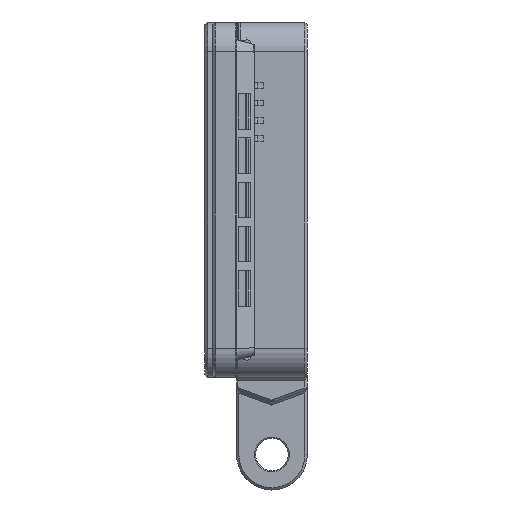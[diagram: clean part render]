
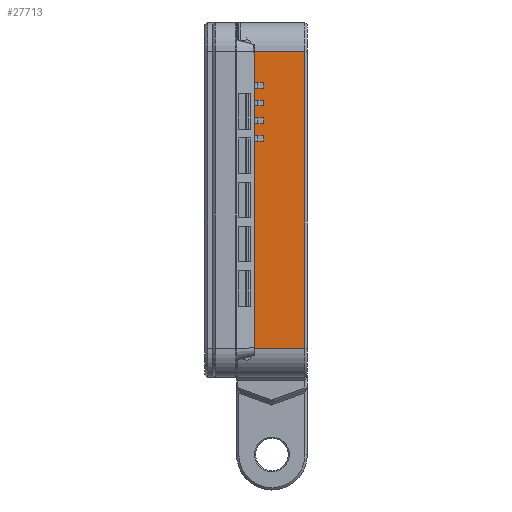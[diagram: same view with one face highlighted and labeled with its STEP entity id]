
A CAD part, left-side view. The second image highlights one B-rep face of the part: STEP entity #27713.
In plain terms, the highlighted planar face has unit normal (-1, 0, 0).
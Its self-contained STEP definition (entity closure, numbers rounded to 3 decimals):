
#3101=FACE_OUTER_BOUND('',#4787,.T.);
#4787=EDGE_LOOP('',(#25098,#25099,#25100,#25101));
#7759=LINE('',#47451,#10822);
#7830=LINE('',#47614,#10893);
#7851=LINE('',#47658,#10914);
#7853=LINE('',#47666,#10916);
#10822=VECTOR('',#37337,10.);
#10893=VECTOR('',#37516,10.);
#10914=VECTOR('',#37573,10.);
#10916=VECTOR('',#37585,10.);
#13299=VERTEX_POINT('',#47271);
#13344=VERTEX_POINT('',#47449);
#13372=VERTEX_POINT('',#47570);
#13382=VERTEX_POINT('',#47613);
#17193=EDGE_CURVE('',#13344,#13299,#7759,.T.);
#17274=EDGE_CURVE('',#13372,#13382,#7830,.T.);
#17296=EDGE_CURVE('',#13344,#13382,#7851,.T.);
#17299=EDGE_CURVE('',#13299,#13372,#7853,.T.);
#25098=ORIENTED_EDGE('',*,*,#17296,.T.);
#25099=ORIENTED_EDGE('',*,*,#17274,.F.);
#25100=ORIENTED_EDGE('',*,*,#17299,.F.);
#25101=ORIENTED_EDGE('',*,*,#17193,.F.);
#26173=PLANE('',#30036);
#27713=ADVANCED_FACE('',(#3101),#26173,.T.);
#30036=AXIS2_PLACEMENT_3D('',#47665,#37583,#37584);
#37337=DIRECTION('',(0.,0.,1.));
#37516=DIRECTION('',(0.,0.,-1.));
#37573=DIRECTION('',(0.,-1.,0.));
#37583=DIRECTION('center_axis',(-1.,0.,0.));
#37584=DIRECTION('ref_axis',(0.,0.,1.));
#37585=DIRECTION('',(0.,-1.,0.));
#47271=CARTESIAN_POINT('',(-41.65,-4.2,25.15));
#47449=CARTESIAN_POINT('',(-41.65,-4.2,-25.15));
#47451=CARTESIAN_POINT('',(-41.65,-4.2,12.575));
#47570=CARTESIAN_POINT('',(-41.65,-15.6,25.15));
#47613=CARTESIAN_POINT('',(-41.65,-15.6,-25.15));
#47614=CARTESIAN_POINT('',(-41.65,-15.6,12.575));
#47658=CARTESIAN_POINT('',(-41.65,-15.,-25.15));
#47665=CARTESIAN_POINT('Origin',(-41.65,0.,25.15));
#47666=CARTESIAN_POINT('',(-41.65,-15.,25.15));
